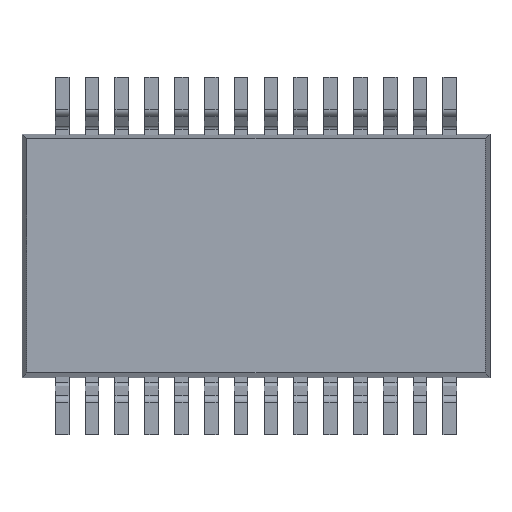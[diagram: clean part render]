
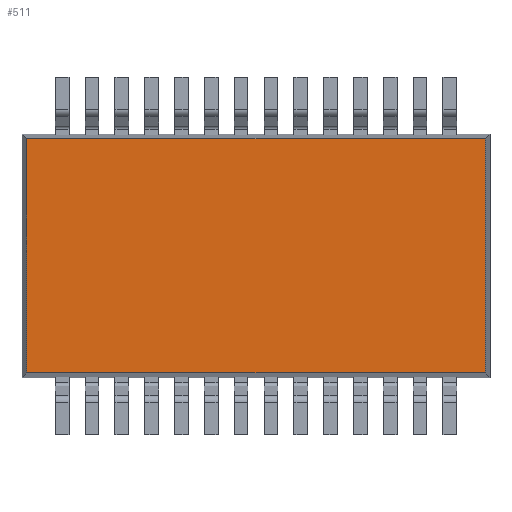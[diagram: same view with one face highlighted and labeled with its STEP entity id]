
A CAD part, front view. The second image highlights one B-rep face of the part: STEP entity #511.
In plain terms, the highlighted face is planar.
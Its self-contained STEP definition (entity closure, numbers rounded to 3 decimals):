
#101 = ORIENTED_EDGE ( 'NONE', *, *, #2185, .T. ) ;
#108 = VERTEX_POINT ( 'NONE', #577 ) ;
#258 = EDGE_LOOP ( 'NONE', ( #101, #371, #962, #1143 ) ) ;
#290 = VERTEX_POINT ( 'NONE', #1223 ) ;
#371 = ORIENTED_EDGE ( 'NONE', *, *, #940, .T. ) ;
#390 = LINE ( 'NONE', #911, #536 ) ;
#393 = CARTESIAN_POINT ( 'NONE',  ( 5., -2.55, 0.15 ) ) ;
#438 = EDGE_CURVE ( 'NONE', #108, #1885, #390, .T. ) ;
#483 = CARTESIAN_POINT ( 'NONE',  ( -5., 0., 0.15 ) ) ;
#511 = ADVANCED_FACE ( 'NONE', ( #1278 ), #2370, .T. ) ;
#536 = VECTOR ( 'NONE', #1813, 1000. ) ;
#577 = CARTESIAN_POINT ( 'NONE',  ( 5., 2.55, 0.15 ) ) ;
#590 = LINE ( 'NONE', #2259, #1528 ) ;
#676 = CARTESIAN_POINT ( 'NONE',  ( 0., 2.55, 0.15 ) ) ;
#835 = LINE ( 'NONE', #676, #2257 ) ;
#911 = CARTESIAN_POINT ( 'NONE',  ( 5., 0., 0.15 ) ) ;
#940 = EDGE_CURVE ( 'NONE', #290, #108, #835, .T. ) ;
#962 = ORIENTED_EDGE ( 'NONE', *, *, #438, .T. ) ;
#973 = LINE ( 'NONE', #483, #1957 ) ;
#1067 = CARTESIAN_POINT ( 'NONE',  ( 0., 0., 0.15 ) ) ;
#1143 = ORIENTED_EDGE ( 'NONE', *, *, #1558, .T. ) ;
#1223 = CARTESIAN_POINT ( 'NONE',  ( -5., 2.55, 0.15 ) ) ;
#1278 = FACE_OUTER_BOUND ( 'NONE', #258, .T. ) ;
#1327 = CARTESIAN_POINT ( 'NONE',  ( -5., -2.55, 0.15 ) ) ;
#1528 = VECTOR ( 'NONE', #1915, 1000. ) ;
#1550 = DIRECTION ( 'NONE',  ( 0., 0., -1. ) ) ;
#1558 = EDGE_CURVE ( 'NONE', #1885, #1911, #590, .T. ) ;
#1790 = DIRECTION ( 'NONE',  ( 0., 1., 0. ) ) ;
#1813 = DIRECTION ( 'NONE',  ( 0., -1., 0. ) ) ;
#1885 = VERTEX_POINT ( 'NONE', #393 ) ;
#1911 = VERTEX_POINT ( 'NONE', #1327 ) ;
#1915 = DIRECTION ( 'NONE',  ( -1., 0., 0. ) ) ;
#1957 = VECTOR ( 'NONE', #1790, 1000. ) ;
#2114 = DIRECTION ( 'NONE',  ( -1., 0., 0. ) ) ;
#2120 = AXIS2_PLACEMENT_3D ( 'NONE', #1067, #1550, #2114 ) ;
#2185 = EDGE_CURVE ( 'NONE', #1911, #290, #973, .T. ) ;
#2257 = VECTOR ( 'NONE', #2280, 1000. ) ;
#2259 = CARTESIAN_POINT ( 'NONE',  ( 0., -2.55, 0.15 ) ) ;
#2280 = DIRECTION ( 'NONE',  ( 1., 0., 0. ) ) ;
#2370 = PLANE ( 'NONE',  #2120 ) ;
